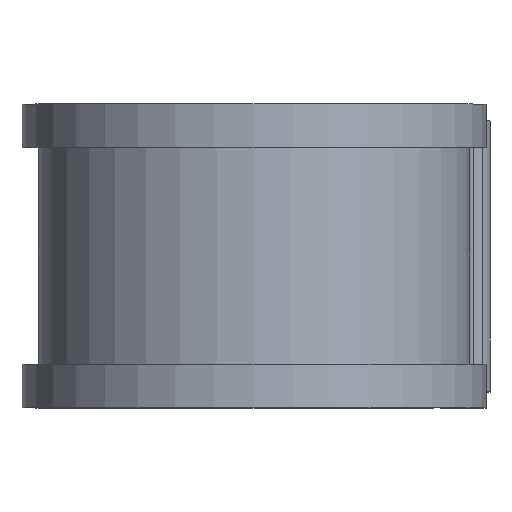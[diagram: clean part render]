
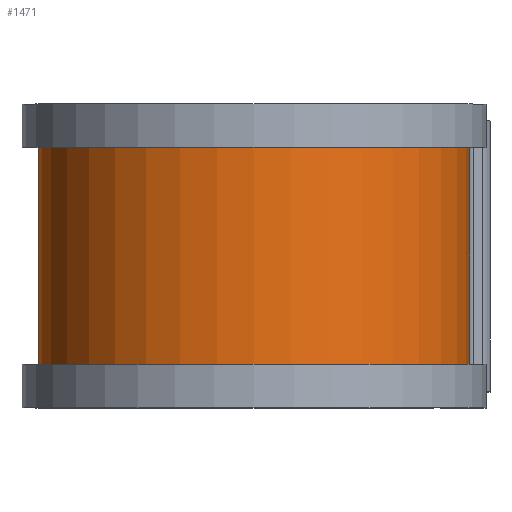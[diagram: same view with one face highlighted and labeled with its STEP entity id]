
A CAD part, top view. The second image highlights one B-rep face of the part: STEP entity #1471.
In plain terms, the highlighted cylindrical face has radius 20.206 mm (diameter 40.411 mm), a partial arc.
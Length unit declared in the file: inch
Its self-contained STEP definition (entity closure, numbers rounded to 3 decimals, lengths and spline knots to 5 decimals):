
#2 = CARTESIAN_POINT ( 'NONE',  ( 0., 0.4, -0.7955 ) ) ;
#48 = LINE ( 'NONE', #910, #1528 ) ;
#53 = ORIENTED_EDGE ( 'NONE', *, *, #1151, .T. ) ;
#60 = AXIS2_PLACEMENT_3D ( 'NONE', #1717, #339, #442 ) ;
#286 = DIRECTION ( 'NONE',  ( 0., -1., 0. ) ) ;
#316 = CIRCLE ( 'NONE', #1514, 0.7955 ) ;
#339 = DIRECTION ( 'NONE',  ( 0., -1., 0. ) ) ;
#442 = DIRECTION ( 'NONE',  ( 0., 0., -1. ) ) ;
#515 = LINE ( 'NONE', #1373, #521 ) ;
#521 = VECTOR ( 'NONE', #286, 39.37008 ) ;
#586 = ORIENTED_EDGE ( 'NONE', *, *, #1172, .T. ) ;
#591 = VERTEX_POINT ( 'NONE', #790 ) ;
#605 = CARTESIAN_POINT ( 'NONE',  ( 0.7955, 0.4, 0. ) ) ;
#630 = FACE_OUTER_BOUND ( 'NONE', #1016, .T. ) ;
#646 = DIRECTION ( 'NONE',  ( 0., -1., 0. ) ) ;
#715 = EDGE_CURVE ( 'NONE', #1386, #906, #515, .T. ) ;
#779 = DIRECTION ( 'NONE',  ( 0., -1., 0. ) ) ;
#790 = CARTESIAN_POINT ( 'NONE',  ( 0., -0.4, -0.7955 ) ) ;
#849 = AXIS2_PLACEMENT_3D ( 'NONE', #1520, #1485, #1508 ) ;
#906 = VERTEX_POINT ( 'NONE', #1676 ) ;
#910 = CARTESIAN_POINT ( 'NONE',  ( 0., 0.5, -0.7955 ) ) ;
#1016 = EDGE_LOOP ( 'NONE', ( #1562, #586, #53, #1143 ) ) ;
#1143 = ORIENTED_EDGE ( 'NONE', *, *, #1663, .F. ) ;
#1151 = EDGE_CURVE ( 'NONE', #1300, #591, #48, .T. ) ;
#1172 = EDGE_CURVE ( 'NONE', #1386, #1300, #1247, .T. ) ;
#1247 = CIRCLE ( 'NONE', #60, 0.7955 ) ;
#1300 = VERTEX_POINT ( 'NONE', #2 ) ;
#1373 = CARTESIAN_POINT ( 'NONE',  ( 0.7955, 0.5, 0. ) ) ;
#1386 = VERTEX_POINT ( 'NONE', #605 ) ;
#1443 = CARTESIAN_POINT ( 'NONE',  ( 0., -0.4, 0. ) ) ;
#1471 = ADVANCED_FACE ( 'NONE', ( #630 ), #1599, .T. ) ;
#1485 = DIRECTION ( 'NONE',  ( 0., -1., 0. ) ) ;
#1508 = DIRECTION ( 'NONE',  ( 0., 0., -1. ) ) ;
#1514 = AXIS2_PLACEMENT_3D ( 'NONE', #1443, #646, #1568 ) ;
#1520 = CARTESIAN_POINT ( 'NONE',  ( 0., 0.5, 0. ) ) ;
#1528 = VECTOR ( 'NONE', #779, 39.37008 ) ;
#1562 = ORIENTED_EDGE ( 'NONE', *, *, #715, .F. ) ;
#1568 = DIRECTION ( 'NONE',  ( 0., 0., -1. ) ) ;
#1599 = CYLINDRICAL_SURFACE ( 'NONE', #849, 0.7955 ) ;
#1663 = EDGE_CURVE ( 'NONE', #906, #591, #316, .T. ) ;
#1676 = CARTESIAN_POINT ( 'NONE',  ( 0.7955, -0.4, 0. ) ) ;
#1717 = CARTESIAN_POINT ( 'NONE',  ( 0., 0.4, 0. ) ) ;
